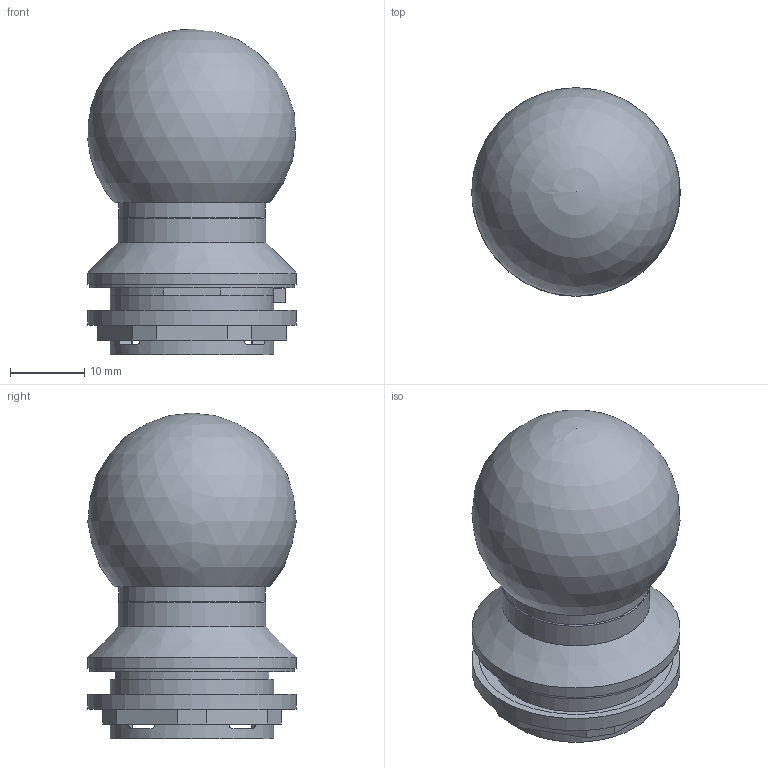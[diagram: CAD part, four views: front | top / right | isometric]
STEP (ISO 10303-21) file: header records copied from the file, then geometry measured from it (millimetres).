
FILE_DESCRIPTION(/* description */ (''),/* implementation_level */ '2;1');
FILE_NAME(/* name */ 'FRPKVK.stp',/* time_stamp */ '2021-01-27T11:19:25+01:00',/* author */ ('thagel'),/* organization */ (''),/* preprocessor_version */ 'ST-DEVELOPER v17.2',/* originating_system */ 'Autodesk Inventor 2019',/* authorisation */ '');
FILE_SCHEMA (('AUTOMOTIVE_DESIGN { 1 0 10303 214 3 1 1 }'));
Length unit declared in the file: millimetre
Products named in the file (1): FRPKVK
Bounding box: 28 x 28 x 43.75 mm (x, y, z)
Volume: 15510.3 mm3; surface area: 8223 mm2
Topology: 1 solids, 7 shells, 184 faces, 499 edges, 328 vertices
Faces by surface type: cylinder 73, plane 69, bspline 20, cone 14, torus 5, sphere 3
Full cylindrical faces by diameter (mm): 1 x3, 10.9 x1, 18.213 x2, 18.8 x1, 18.9 x1, 19.65 x1, 19.85 x3, 20.027 x1, 22 x2, 26 x1, 27.4 x1, 28 x2
Entity records: 7312 total; most frequent: CARTESIAN_POINT 2630, ORIENTED_EDGE 994, DIRECTION 961, EDGE_CURVE 497, AXIS2_PLACEMENT_3D 375, VERTEX_POINT 328, LINE 211, VECTOR 211
